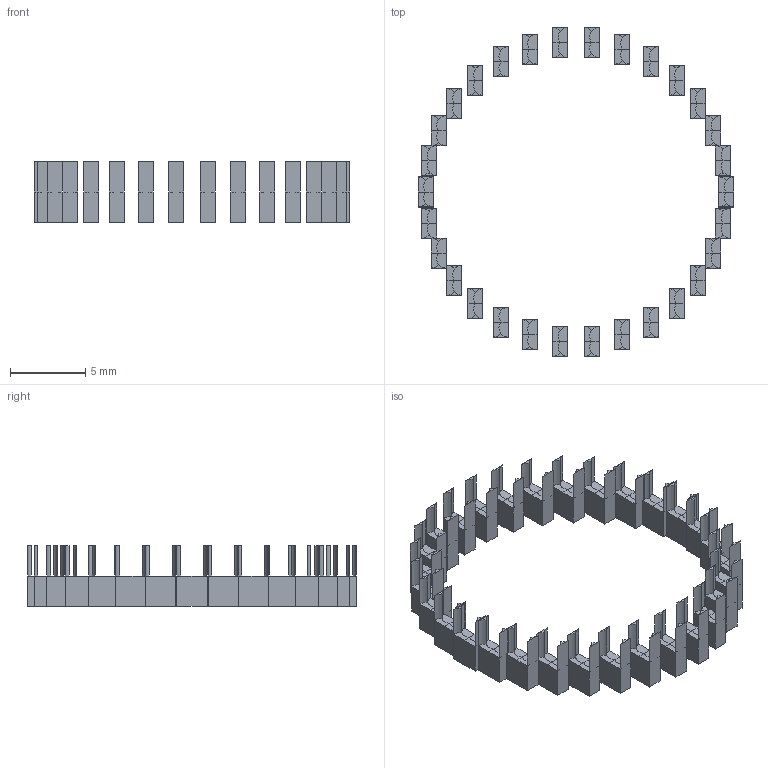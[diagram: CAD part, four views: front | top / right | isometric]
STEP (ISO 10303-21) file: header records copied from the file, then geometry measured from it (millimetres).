
FILE_DESCRIPTION(('Open CASCADE Model'),'2;1');
FILE_NAME('Open CASCADE Shape Model','2024-05-29T15:53:58',('Author'),( 'Open CASCADE'),'Open CASCADE STEP processor 7.7','Open CASCADE 7.7' ,'Unknown');
FILE_SCHEMA(('AUTOMOTIVE_DESIGN { 1 0 10303 214 1 1 1 1 }'));
Length unit declared in the file: millimetre
Products named in the file (27): Open CASCADE STEP translator 7.7 29; Open CASCADE STEP translator 7.7 29.1; Open CASCADE STEP translator 7.7 29.2; Open CASCADE STEP translator 7.7 29.3; Open CASCADE STEP translator 7.7 29.4; Open CASCADE STEP translator 7.7 29.5; Open CASCADE STEP translator 7.7 29.6; Open CASCADE STEP translator 7.7 29.7; Open CASCADE STEP translator 7.7 29.8; Open CASCADE STEP translator 7.7 29.9; Open CASCADE STEP translator 7.7 29.10; Open CASCADE STEP translator 7.7 29.11; Open CASCADE STEP translator 7.7 29.12; Open CASCADE STEP translator 7.7 29.13; Open CASCADE STEP translator 7.7 29.14; Open CASCADE STEP translator 7.7 29.15; Open CASCADE STEP translator 7.7 29.16; Open CASCADE STEP translator 7.7 29.17; Open CASCADE STEP translator 7.7 29.18; Open CASCADE STEP translator 7.7 29.19; Open CASCADE STEP translator 7.7 29.20; Open CASCADE STEP translator 7.7 29.21; Open CASCADE STEP translator 7.7 29.22; Open CASCADE STEP translator 7.7 29.23; Open CASCADE STEP translator 7.7 29.24; Open CASCADE STEP translator 7.7 29.25; Open CASCADE STEP translator 7.7 29.26
Assembly tree (26 placements, depth 2):
  Open CASCADE STEP translator 7.7 29
    Open CASCADE STEP translator 7.7 29.1
    Open CASCADE STEP translator 7.7 29.2
    Open CASCADE STEP translator 7.7 29.3
    Open CASCADE STEP translator 7.7 29.4
    Open CASCADE STEP translator 7.7 29.5
    Open CASCADE STEP translator 7.7 29.6
    Open CASCADE STEP translator 7.7 29.7
    Open CASCADE STEP translator 7.7 29.8
    Open CASCADE STEP translator 7.7 29.9
    Open CASCADE STEP translator 7.7 29.10
    Open CASCADE STEP translator 7.7 29.11
    Open CASCADE STEP translator 7.7 29.12
    Open CASCADE STEP translator 7.7 29.13
    Open CASCADE STEP translator 7.7 29.14
    Open CASCADE STEP translator 7.7 29.15
    Open CASCADE STEP translator 7.7 29.16
    Open CASCADE STEP translator 7.7 29.17
    Open CASCADE STEP translator 7.7 29.18
    Open CASCADE STEP translator 7.7 29.19
    Open CASCADE STEP translator 7.7 29.20
    Open CASCADE STEP translator 7.7 29.21
    Open CASCADE STEP translator 7.7 29.22
    Open CASCADE STEP translator 7.7 29.23
    Open CASCADE STEP translator 7.7 29.24
    Open CASCADE STEP translator 7.7 29.25
    Open CASCADE STEP translator 7.7 29.26
Bounding box: 21 x 21.89 x 4 mm (x, y, z)
Volume: 129 mm3; surface area: 727.5 mm2
Topology: 26 solids, 26 shells, 442 faces, 968 edges, 578 vertices
Faces by surface type: plane 322, cylinder 120
Entity records: 25200 total; most frequent: CARTESIAN_POINT 4719, DIRECTION 3974, LINE 2196, VECTOR 2196, ORIENTED_EDGE 1936, PCURVE 1936, DEFINITIONAL_REPRESENTATION 1936, EDGE_CURVE 968
